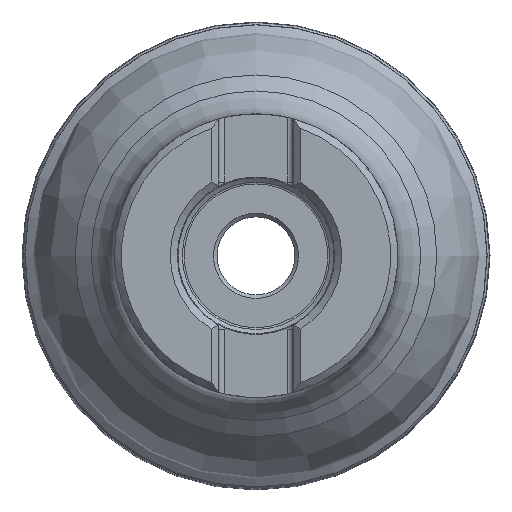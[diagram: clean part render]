
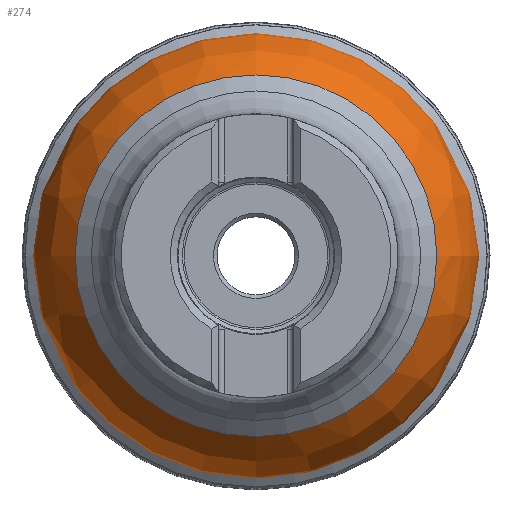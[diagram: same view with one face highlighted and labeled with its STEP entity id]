
A CAD part, top view. The second image highlights one B-rep face of the part: STEP entity #274.
In plain terms, the highlighted free-form (B-spline) face has degree [3, 3] with [4, 7] control points.
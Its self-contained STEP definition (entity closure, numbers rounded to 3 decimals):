
#54=(
BOUNDED_SURFACE()
B_SPLINE_SURFACE(3,3,((#2489,#2490,#2491,#2492,#2493,#2494,#2495),(#2496,
#2497,#2498,#2499,#2500,#2501,#2502),(#2503,#2504,#2505,#2506,#2507,#2508,
#2509),(#2510,#2511,#2512,#2513,#2514,#2515,#2516)),.UNSPECIFIED.,.F.,.T.,
 .F.)
B_SPLINE_SURFACE_WITH_KNOTS((4,4),(1,3,3,3,1),(0.,1.),(-0.5,0.,0.5,1.,1.5),
 .UNSPECIFIED.)
GEOMETRIC_REPRESENTATION_ITEM()
RATIONAL_B_SPLINE_SURFACE(((1.,0.333,0.333,1.,0.333,
0.333,1.),(0.944,0.315,0.315,
0.944,0.315,0.315,0.944),
(0.944,0.315,0.315,0.944,
0.315,0.315,0.944),(1.,0.333,
0.333,1.,0.333,0.333,1.)))
REPRESENTATION_ITEM('')
SURFACE()
);
#274=ADVANCED_FACE('',(#545,#546),#54,.T.);
#545=FACE_BOUND('',#683,.T.);
#546=FACE_BOUND('',#684,.T.);
#683=EDGE_LOOP('',(#874));
#684=EDGE_LOOP('',(#875));
#874=ORIENTED_EDGE('',*,*,#1268,.F.);
#875=ORIENTED_EDGE('',*,*,#1266,.F.);
#1140=VERTEX_POINT('',#2482);
#1142=VERTEX_POINT('',#2487);
#1266=EDGE_CURVE('',#1140,#1140,#1406,.T.);
#1268=EDGE_CURVE('',#1142,#1142,#1408,.T.);
#1406=CIRCLE('',#1507,31.975);
#1408=CIRCLE('',#1510,25.505);
#1507=AXIS2_PLACEMENT_3D('',#2481,#1782,#1783);
#1510=AXIS2_PLACEMENT_3D('',#2486,#1788,#1789);
#1782=DIRECTION('',(0.,0.,-1.));
#1783=DIRECTION('',(1.,0.,0.));
#1788=DIRECTION('',(0.,0.,1.));
#1789=DIRECTION('',(1.,0.,0.));
#2481=CARTESIAN_POINT('',(0.,0.,-31.786));
#2482=CARTESIAN_POINT('',(31.975,0.,-31.786));
#2486=CARTESIAN_POINT('',(0.,0.,-17.057));
#2487=CARTESIAN_POINT('',(25.505,0.,-17.057));
#2489=CARTESIAN_POINT('',(25.505,0.,-17.057));
#2490=CARTESIAN_POINT('',(25.505,51.01,-17.057));
#2491=CARTESIAN_POINT('',(-25.505,51.01,-17.057));
#2492=CARTESIAN_POINT('',(-25.505,0.,-17.057));
#2493=CARTESIAN_POINT('',(-25.505,-51.01,-17.057));
#2494=CARTESIAN_POINT('',(25.505,-51.01,-17.057));
#2495=CARTESIAN_POINT('',(25.505,0.,-17.057));
#2496=CARTESIAN_POINT('',(29.69,0.,-20.901));
#2497=CARTESIAN_POINT('',(29.69,59.379,-20.901));
#2498=CARTESIAN_POINT('',(-29.69,59.379,-20.901));
#2499=CARTESIAN_POINT('',(-29.69,0.,-20.901));
#2500=CARTESIAN_POINT('',(-29.69,-59.379,-20.901));
#2501=CARTESIAN_POINT('',(29.69,-59.379,-20.901));
#2502=CARTESIAN_POINT('',(29.69,0.,-20.901));
#2503=CARTESIAN_POINT('',(31.975,0.,-26.103));
#2504=CARTESIAN_POINT('',(31.975,63.95,-26.103));
#2505=CARTESIAN_POINT('',(-31.975,63.95,-26.103));
#2506=CARTESIAN_POINT('',(-31.975,0.,-26.103));
#2507=CARTESIAN_POINT('',(-31.975,-63.95,-26.103));
#2508=CARTESIAN_POINT('',(31.975,-63.95,-26.103));
#2509=CARTESIAN_POINT('',(31.975,0.,-26.103));
#2510=CARTESIAN_POINT('',(31.975,0.,-31.786));
#2511=CARTESIAN_POINT('',(31.975,63.95,-31.786));
#2512=CARTESIAN_POINT('',(-31.975,63.95,-31.786));
#2513=CARTESIAN_POINT('',(-31.975,0.,-31.786));
#2514=CARTESIAN_POINT('',(-31.975,-63.95,-31.786));
#2515=CARTESIAN_POINT('',(31.975,-63.95,-31.786));
#2516=CARTESIAN_POINT('',(31.975,0.,-31.786));
